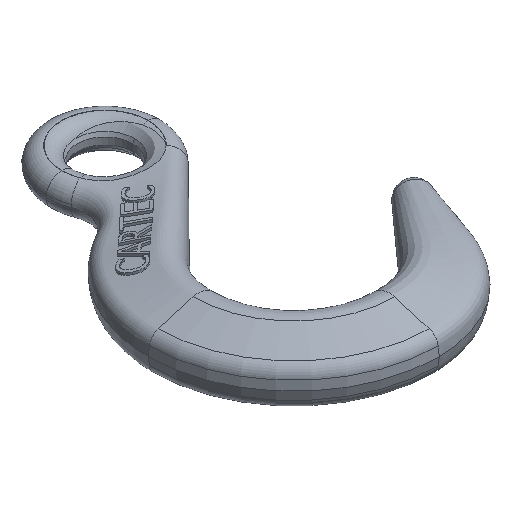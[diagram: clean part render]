
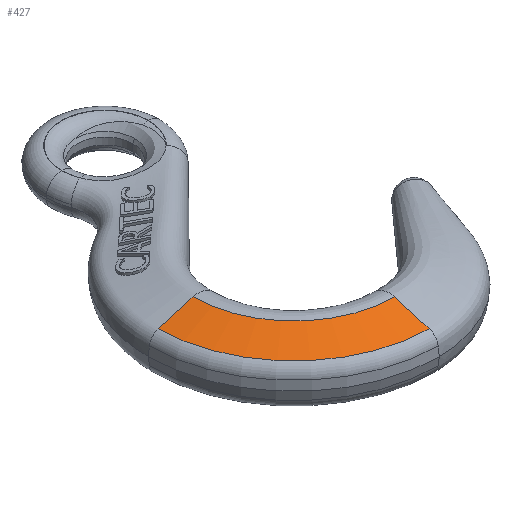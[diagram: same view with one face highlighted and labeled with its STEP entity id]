
A CAD part, isometric view. The second image highlights one B-rep face of the part: STEP entity #427.
In plain terms, the highlighted conical face has half-angle 73.69 degrees and reference radius 43.603 mm.
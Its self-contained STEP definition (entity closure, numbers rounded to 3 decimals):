
#427=ADVANCED_FACE('',(#876),#877,.T.);
#876=FACE_OUTER_BOUND('',#80008,.T.);
#877=CONICAL_SURFACE('',#80009,43.603,1.286);
#80008=EDGE_LOOP('',(#92571,#92572,#92573,#92574,#92575));
#80009=AXIS2_PLACEMENT_3D('',#92576,#92577,#92578);
#92571=ORIENTED_EDGE('',*,*,#93267,.F.);
#92572=ORIENTED_EDGE('',*,*,#93268,.F.);
#92573=ORIENTED_EDGE('',*,*,#93231,.T.);
#92574=ORIENTED_EDGE('',*,*,#93269,.T.);
#92575=ORIENTED_EDGE('',*,*,#93270,.F.);
#92576=CARTESIAN_POINT('',(0.0,0.0,12.658));
#92577=DIRECTION('',(-0.0,-0.0,-1.0));
#92578=DIRECTION('',(-1.0,0.0,0.0));
#93231=EDGE_CURVE('',#94032,#94030,#94033,.T.);
#93267=EDGE_CURVE('',#94079,#94080,#94081,.T.);
#93268=EDGE_CURVE('',#94032,#94079,#94082,.T.);
#93269=EDGE_CURVE('',#94030,#94083,#94084,.T.);
#93270=EDGE_CURVE('',#94080,#94083,#94085,.T.);
#94030=VERTEX_POINT('',#97804);
#94032=VERTEX_POINT('',#97989);
#94033=B_SPLINE_CURVE_WITH_KNOTS('',3,(#97990,#97991,#97992,#97993,#97994,#97995,#97996,#97997,#97998,#97999,#98000,#98001,#98002,#98003,#98004,#98005,#98006,#98007,#98008,#98009,#98010,#98011,#98012,#98013,#98014,#98015,#98016,#98017,#98018,#98019,#98020,#98021,#98022,#98023,#98024,#98025,#98026,#98027,#98028,#98029,#98030,#98031,#98032,#98033,#98034,#98035,#98036,#98037,#98038,#98039,#98040,#98041,#98042,#98043,#98044,#98045,#98046,#98047,#98048,#98049,#98050,#98051,#98052,#98053,#98054,#98055,#98056,#98057,#98058),.UNSPECIFIED.,.F.,.F.,(4,1,1,1,1,1,1,1,1,1,1,1,1,1,1,1,1,1,1,1,1,1,1,1,1,1,1,1,1,1,1,1,1,1,1,1,1,1,1,1,1,1,1,1,1,1,1,1,1,1,1,1,1,1,1,1,1,1,1,1,1,1,1,1,1,1,4),(0.371,0.372,0.375,0.378,0.379,0.38,0.381,0.382,0.387,0.398,0.41,0.416,0.419,0.42,0.422,0.434,0.438,0.439,0.439,0.44,0.441,0.445,0.469,0.492,0.516,0.539,0.563,0.586,0.609,0.625,0.633,0.656,0.674,0.678,0.679,0.679,0.68,0.68,0.681,0.686,0.691,0.697,0.699,0.7,0.701,0.703,0.715,0.718,0.719,0.72,0.721,0.722,0.727,0.738,0.74,0.741,0.744,0.75,0.758,0.759,0.76,0.76,0.762,0.766,0.773,0.775,0.777),.UNSPECIFIED.);
#94079=VERTEX_POINT('',#99784);
#94080=VERTEX_POINT('',#99785);
#94081=LINE('',#99786,#99787);
#94082=CIRCLE('',#99788,43.603);
#94083=VERTEX_POINT('',#99789);
#94084=CIRCLE('',#99790,58.569);
#94085=B_SPLINE_CURVE_WITH_KNOTS('',3,(#99791,#99792,#99793,#99794,#99795,#99796,#99797,#99798,#99799,#99800,#99801,#99802,#99803,#99804,#99805,#99806,#99807,#99808,#99809),.UNSPECIFIED.,.F.,.F.,(4,3,3,3,3,3,4),(-0.292,-0.281,-0.25,-0.242,-0.234,-0.23,-0.229),.UNSPECIFIED.);
#97804=CARTESIAN_POINT('',(-58.569,0.,8.279));
#97989=CARTESIAN_POINT('',(-43.603,0.,12.658));
#97990=CARTESIAN_POINT('',(-43.603,0.,12.658));
#97991=CARTESIAN_POINT('',(-43.62,0.,12.653));
#97992=CARTESIAN_POINT('',(-43.684,0.,12.634));
#97993=CARTESIAN_POINT('',(-43.801,0.,12.6));
#97994=CARTESIAN_POINT('',(-43.919,0.,12.566));
#97995=CARTESIAN_POINT('',(-43.995,0.,12.543));
#97996=CARTESIAN_POINT('',(-44.036,0.,12.531));
#97997=CARTESIAN_POINT('',(-44.083,0.,12.517));
#97998=CARTESIAN_POINT('',(-44.194,0.,12.485));
#97999=CARTESIAN_POINT('',(-44.475,0.,12.403));
#98000=CARTESIAN_POINT('',(-44.918,0.,12.273));
#98001=CARTESIAN_POINT('',(-45.379,0.,12.138));
#98002=CARTESIAN_POINT('',(-45.7,0.,12.044));
#98003=CARTESIAN_POINT('',(-45.86,0.,11.998));
#98004=CARTESIAN_POINT('',(-45.951,0.,11.971));
#98005=CARTESIAN_POINT('',(-46.178,0.,11.904));
#98006=CARTESIAN_POINT('',(-46.45,0.,11.825));
#98007=CARTESIAN_POINT('',(-46.713,0.,11.748));
#98008=CARTESIAN_POINT('',(-46.803,0.,11.722));
#98009=CARTESIAN_POINT('',(-46.831,0.,11.713));
#98010=CARTESIAN_POINT('',(-46.859,0.,11.705));
#98011=CARTESIAN_POINT('',(-46.948,0.,11.679));
#98012=CARTESIAN_POINT('',(-47.388,0.,11.55));
#98013=CARTESIAN_POINT('',(-48.157,0.,11.325));
#98014=CARTESIAN_POINT('',(-49.185,0.,11.025));
#98015=CARTESIAN_POINT('',(-50.183,0.,10.733));
#98016=CARTESIAN_POINT('',(-51.148,0.,10.45));
#98017=CARTESIAN_POINT('',(-52.079,0.,10.178));
#98018=CARTESIAN_POINT('',(-52.974,0.,9.916));
#98019=CARTESIAN_POINT('',(-53.733,0.,9.694));
#98020=CARTESIAN_POINT('',(-54.28,0.,9.534));
#98021=CARTESIAN_POINT('',(-54.812,0.,9.378));
#98022=CARTESIAN_POINT('',(-55.346,0.,9.222));
#98023=CARTESIAN_POINT('',(-55.816,0.,9.084));
#98024=CARTESIAN_POINT('',(-56.045,0.,9.017));
#98025=CARTESIAN_POINT('',(-56.1,0.,9.001));
#98026=CARTESIAN_POINT('',(-56.114,0.,8.997));
#98027=CARTESIAN_POINT('',(-56.124,0.,8.994));
#98028=CARTESIAN_POINT('',(-56.142,0.,8.989));
#98029=CARTESIAN_POINT('',(-56.2,0.,8.972));
#98030=CARTESIAN_POINT('',(-56.312,0.,8.939));
#98031=CARTESIAN_POINT('',(-56.468,0.,8.894));
#98032=CARTESIAN_POINT('',(-56.6,0.,8.855));
#98033=CARTESIAN_POINT('',(-56.682,0.,8.831));
#98034=CARTESIAN_POINT('',(-56.716,0.,8.821));
#98035=CARTESIAN_POINT('',(-56.75,0.,8.811));
#98036=CARTESIAN_POINT('',(-56.885,0.,8.771));
#98037=CARTESIAN_POINT('',(-57.041,0.,8.726));
#98038=CARTESIAN_POINT('',(-57.182,0.,8.684));
#98039=CARTESIAN_POINT('',(-57.224,0.,8.672));
#98040=CARTESIAN_POINT('',(-57.246,0.,8.666));
#98041=CARTESIAN_POINT('',(-57.272,0.,8.658));
#98042=CARTESIAN_POINT('',(-57.332,0.,8.641));
#98043=CARTESIAN_POINT('',(-57.482,0.,8.597));
#98044=CARTESIAN_POINT('',(-57.627,0.,8.554));
#98045=CARTESIAN_POINT('',(-57.745,0.,8.52));
#98046=CARTESIAN_POINT('',(-57.792,0.,8.506));
#98047=CARTESIAN_POINT('',(-57.873,0.,8.482));
#98048=CARTESIAN_POINT('',(-58.003,0.,8.444));
#98049=CARTESIAN_POINT('',(-58.117,0.,8.411));
#98050=CARTESIAN_POINT('',(-58.189,0.,8.39));
#98051=CARTESIAN_POINT('',(-58.207,0.,8.385));
#98052=CARTESIAN_POINT('',(-58.225,0.,8.379));
#98053=CARTESIAN_POINT('',(-58.268,0.,8.367));
#98054=CARTESIAN_POINT('',(-58.363,0.,8.339));
#98055=CARTESIAN_POINT('',(-58.459,0.,8.311));
#98056=CARTESIAN_POINT('',(-58.535,0.,8.288));
#98057=CARTESIAN_POINT('',(-58.559,0.,8.282));
#98058=CARTESIAN_POINT('',(-58.569,0.,8.279));
#99784=CARTESIAN_POINT('',(0.,-43.603,12.658));
#99785=CARTESIAN_POINT('',(0.,-55.878,9.066));
#99786=CARTESIAN_POINT('',(0.,-43.603,12.658));
#99787=VECTOR('',#100756,43.603);
#99788=AXIS2_PLACEMENT_3D('',#100757,#100758,#100759);
#99789=CARTESIAN_POINT('',(0.,-58.569,8.279));
#99790=AXIS2_PLACEMENT_3D('',#100760,#100761,#100762);
#99791=CARTESIAN_POINT('',(0.,-55.878,9.066));
#99792=CARTESIAN_POINT('',(0.,-56.035,9.02));
#99793=CARTESIAN_POINT('',(0.,-56.191,8.974));
#99794=CARTESIAN_POINT('',(0.,-56.348,8.929));
#99795=CARTESIAN_POINT('',(0.,-56.794,8.798));
#99796=CARTESIAN_POINT('',(0.,-57.239,8.668));
#99797=CARTESIAN_POINT('',(0.,-57.684,8.538));
#99798=CARTESIAN_POINT('',(0.,-57.795,8.505));
#99799=CARTESIAN_POINT('',(0.,-57.906,8.473));
#99800=CARTESIAN_POINT('',(0.,-58.017,8.44));
#99801=CARTESIAN_POINT('',(0.,-58.128,8.408));
#99802=CARTESIAN_POINT('',(0.,-58.239,8.375));
#99803=CARTESIAN_POINT('',(0.,-58.35,8.343));
#99804=CARTESIAN_POINT('',(0.,-58.406,8.326));
#99805=CARTESIAN_POINT('',(0.,-58.461,8.31));
#99806=CARTESIAN_POINT('',(0.,-58.517,8.294));
#99807=CARTESIAN_POINT('',(0.,-58.534,8.289));
#99808=CARTESIAN_POINT('',(0.,-58.551,8.284));
#99809=CARTESIAN_POINT('',(0.,-58.569,8.279));
#100756=DIRECTION('',(0.,-0.96,-0.281));
#100757=CARTESIAN_POINT('',(0.0,0.0,12.658));
#100758=DIRECTION('',(0.0,0.0,1.0));
#100759=DIRECTION('',(1.0,0.0,0.0));
#100760=CARTESIAN_POINT('',(0.0,0.0,8.279));
#100761=DIRECTION('',(0.0,0.0,1.0));
#100762=DIRECTION('',(1.0,0.0,0.0));
